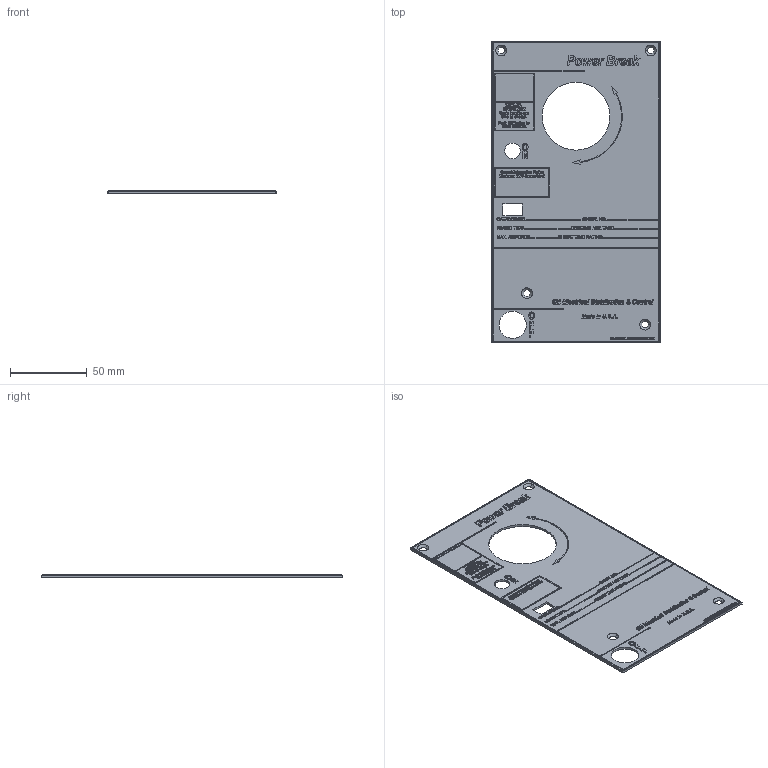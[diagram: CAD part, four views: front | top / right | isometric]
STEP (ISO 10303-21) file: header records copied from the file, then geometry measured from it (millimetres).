
FILE_DESCRIPTION (( 'STEP AP214' ), '1' );
FILE_NAME ('PB1NSMS.STEP', '2021-05-25T07:30:17', ( '' ), ( '' ), 'SwSTEP 2.0', 'SolidWorks 2017', '' );
FILE_SCHEMA (( 'AUTOMOTIVE_DESIGN' ));
Length unit declared in the file: inch
Products named in the file (1): PB1NSMS
Bounding box: 109.73 x 196.6 x 1.78 mm (x, y, z)
Volume: 30006 mm3; surface area: 41777.5 mm2
Topology: 1 solids, 1 shells, 3802 faces, 10227 edges, 6818 vertices
Faces by surface type: plane 2367, bspline 1415, cylinder 12, cone 8
Entity records: 234842 total; most frequent: CARTESIAN_POINT 101303, ORIENTED_EDGE 20454, DIRECTION 12213, EDGE_CURVE 10227, VECTOR 7357, LINE 7357, VERTEX_POINT 6818, EDGE_LOOP 4209
